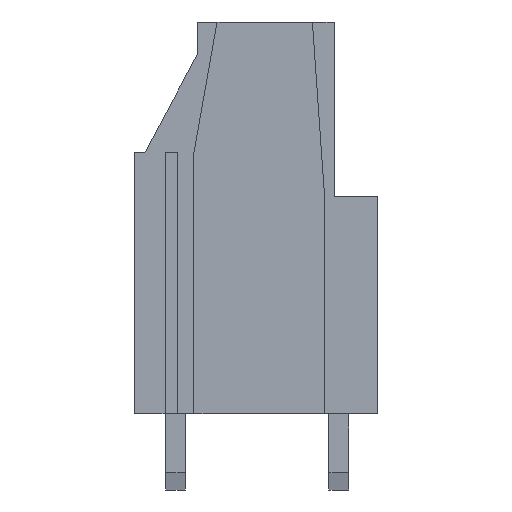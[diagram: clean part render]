
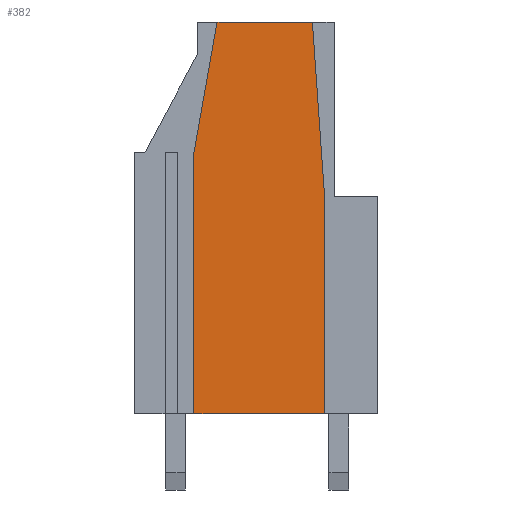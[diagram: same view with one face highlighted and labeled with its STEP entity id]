
A CAD part, front view. The second image highlights one B-rep face of the part: STEP entity #382.
In plain terms, the highlighted planar face has unit normal (0, -1, 0).
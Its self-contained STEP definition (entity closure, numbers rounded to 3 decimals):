
#382 = ADVANCED_FACE( '', ( #825 ), #826, .F. );
#825 = FACE_OUTER_BOUND( '', #1348, .T. );
#826 = PLANE( '', #1349 );
#1348 = EDGE_LOOP( '', ( #2278, #2279, #2280, #2281, #2282, #2283 ) );
#1349 = AXIS2_PLACEMENT_3D( '', #2284, #2285, #2286 );
#2278 = ORIENTED_EDGE( '', *, *, #3681, .T. );
#2279 = ORIENTED_EDGE( '', *, *, #3596, .F. );
#2280 = ORIENTED_EDGE( '', *, *, #3682, .F. );
#2281 = ORIENTED_EDGE( '', *, *, #3683, .T. );
#2282 = ORIENTED_EDGE( '', *, *, #3582, .T. );
#2283 = ORIENTED_EDGE( '', *, *, #3684, .T. );
#2284 = CARTESIAN_POINT( '', ( 3.808, -3., -6.2 ) );
#2285 = DIRECTION( '', ( 0., 1., 0. ) );
#2286 = DIRECTION( '', ( 1., 0., 0. ) );
#3582 = EDGE_CURVE( '', #4431, #4429, #4432, .T. );
#3596 = EDGE_CURVE( '', #4451, #4453, #4454, .T. );
#3681 = EDGE_CURVE( '', #4588, #4453, #4589, .T. );
#3682 = EDGE_CURVE( '', #4590, #4451, #4591, .T. );
#3683 = EDGE_CURVE( '', #4590, #4431, #4592, .T. );
#3684 = EDGE_CURVE( '', #4429, #4588, #4593, .T. );
#4429 = VERTEX_POINT( '', #5617 );
#4431 = VERTEX_POINT( '', #5620 );
#4432 = LINE( '', #5621, #5622 );
#4451 = VERTEX_POINT( '', #5650 );
#4453 = VERTEX_POINT( '', #5653 );
#4454 = LINE( '', #5654, #5655 );
#4588 = VERTEX_POINT( '', #5855 );
#4589 = LINE( '', #5856, #5857 );
#4590 = VERTEX_POINT( '', #5858 );
#4591 = LINE( '', #5859, #5860 );
#4592 = LINE( '', #5861, #5862 );
#4593 = LINE( '', #5863, #5864 );
#5617 = CARTESIAN_POINT( '', ( 8.75, -3., 10. ) );
#5620 = CARTESIAN_POINT( '', ( 8.75, -3., 0. ) );
#5621 = CARTESIAN_POINT( '', ( 8.75, -3., 0. ) );
#5622 = VECTOR( '', #6644, 1000. );
#5650 = CARTESIAN_POINT( '', ( 2.75, -3., 12. ) );
#5653 = CARTESIAN_POINT( '', ( 3.808, -3., 18. ) );
#5654 = CARTESIAN_POINT( '', ( 2.75, -3., 12. ) );
#5655 = VECTOR( '', #6655, 1000. );
#5855 = CARTESIAN_POINT( '', ( 8.191, -3., 18. ) );
#5856 = CARTESIAN_POINT( '', ( 5.35, -3., 18. ) );
#5857 = VECTOR( '', #6731, 1000. );
#5858 = CARTESIAN_POINT( '', ( 2.75, -3., 0. ) );
#5859 = CARTESIAN_POINT( '', ( 2.75, -3., 0. ) );
#5860 = VECTOR( '', #6732, 1000. );
#5861 = CARTESIAN_POINT( '', ( 5.35, -3., 0. ) );
#5862 = VECTOR( '', #6733, 1000. );
#5863 = CARTESIAN_POINT( '', ( 8.75, -3., 10. ) );
#5864 = VECTOR( '', #6734, 1000. );
#6644 = DIRECTION( '', ( 0., 0., 1. ) );
#6655 = DIRECTION( '', ( 0.174, 0., 0.985 ) );
#6731 = DIRECTION( '', ( -1., 0., 0. ) );
#6732 = DIRECTION( '', ( 0., 0., 1. ) );
#6733 = DIRECTION( '', ( 1., 0., 0. ) );
#6734 = DIRECTION( '', ( -0.07, 0., 0.998 ) );
